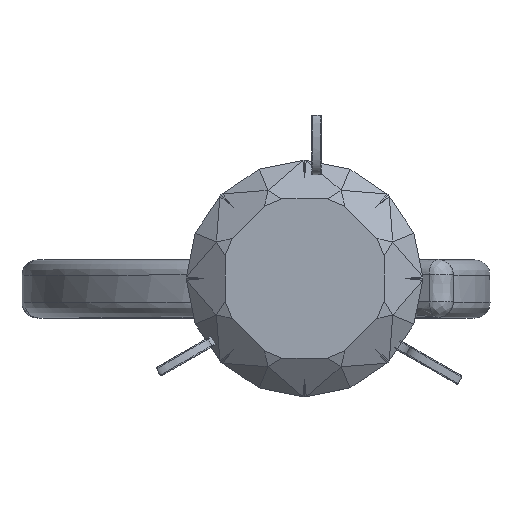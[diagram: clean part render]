
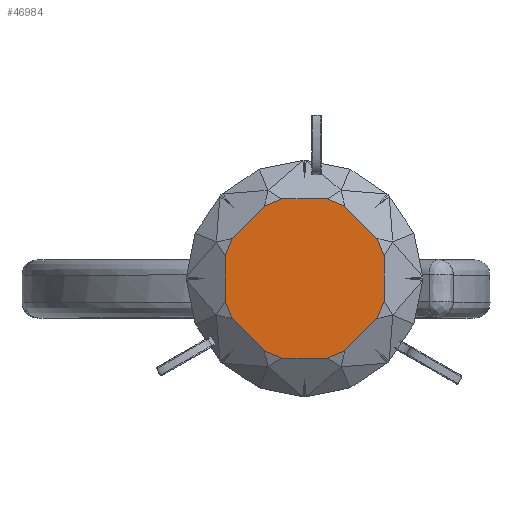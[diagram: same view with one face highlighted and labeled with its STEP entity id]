
A CAD part, top view. The second image highlights one B-rep face of the part: STEP entity #46984.
In plain terms, the highlighted free-form (B-spline) face has degree [1, 1] with [2, 2] control points.
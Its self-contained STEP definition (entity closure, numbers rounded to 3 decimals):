
#46960 = VERTEX_POINT('',#46961);
#46961 = CARTESIAN_POINT('',(-17.426,57.442,
    317.138));
#46969 = VERTEX_POINT('',#46970);
#46970 = CARTESIAN_POINT('',(-22.685,44.746,
    317.138));
#46975 = EDGE_CURVE('',#46969,#46960,#46976,.T.);
#46976 = B_SPLINE_CURVE_WITH_KNOTS('',1,(#46977,#46978),.UNSPECIFIED.,
  .F.,.F.,(2,2),(-4.875,4.875),
  .PIECEWISE_BEZIER_KNOTS.);
#46977 = CARTESIAN_POINT('',(-22.685,44.746,
    317.138));
#46978 = CARTESIAN_POINT('',(-17.426,57.442,
    317.138));
#46984 = ADVANCED_FACE('',(#46985),#47091,.T.);
#46985 = FACE_BOUND('',#46986,.T.);
#46986 = EDGE_LOOP('',(#46987,#46988,#46995,#47002,#47009,#47016,#47023,
    #47030,#47037,#47044,#47051,#47058,#47065,#47072,#47079,#47086));
#46987 = ORIENTED_EDGE('',*,*,#46975,.F.);
#46988 = ORIENTED_EDGE('',*,*,#46989,.T.);
#46989 = EDGE_CURVE('',#46969,#46990,#46992,.T.);
#46990 = VERTEX_POINT('',#46991);
#46991 = CARTESIAN_POINT('',(-22.685,11.635,
    317.138));
#46992 = B_SPLINE_CURVE_WITH_KNOTS('',1,(#46993,#46994),.UNSPECIFIED.,
  .F.,.F.,(2,2),(-11.746,11.745),
  .PIECEWISE_BEZIER_KNOTS.);
#46993 = CARTESIAN_POINT('',(-22.685,44.746,
    317.138));
#46994 = CARTESIAN_POINT('',(-22.685,11.635,
    317.138));
#46995 = ORIENTED_EDGE('',*,*,#46996,.T.);
#46996 = EDGE_CURVE('',#46990,#46997,#46999,.T.);
#46997 = VERTEX_POINT('',#46998);
#46998 = CARTESIAN_POINT('',(-17.426,-1.061,
    317.138));
#46999 = B_SPLINE_CURVE_WITH_KNOTS('',1,(#47000,#47001),.UNSPECIFIED.,
  .F.,.F.,(2,2),(-4.875,4.875),
  .PIECEWISE_BEZIER_KNOTS.);
#47000 = CARTESIAN_POINT('',(-22.685,11.635,
    317.138));
#47001 = CARTESIAN_POINT('',(-17.426,-1.061,
    317.138));
#47002 = ORIENTED_EDGE('',*,*,#47003,.T.);
#47003 = EDGE_CURVE('',#46997,#47004,#47006,.T.);
#47004 = VERTEX_POINT('',#47005);
#47005 = CARTESIAN_POINT('',(5.986,-24.473,
    317.138));
#47006 = B_SPLINE_CURVE_WITH_KNOTS('',1,(#47007,#47008),.UNSPECIFIED.,
  .F.,.F.,(2,2),(-11.746,11.745),
  .PIECEWISE_BEZIER_KNOTS.);
#47007 = CARTESIAN_POINT('',(-17.426,-1.061,
    317.138));
#47008 = CARTESIAN_POINT('',(5.986,-24.473,
    317.138));
#47009 = ORIENTED_EDGE('',*,*,#47010,.F.);
#47010 = EDGE_CURVE('',#47011,#47004,#47013,.T.);
#47011 = VERTEX_POINT('',#47012);
#47012 = CARTESIAN_POINT('',(18.682,-29.733,
    317.138));
#47013 = B_SPLINE_CURVE_WITH_KNOTS('',1,(#47014,#47015),.UNSPECIFIED.,
  .F.,.F.,(2,2),(-4.875,4.875),
  .PIECEWISE_BEZIER_KNOTS.);
#47014 = CARTESIAN_POINT('',(18.682,-29.733,
    317.138));
#47015 = CARTESIAN_POINT('',(5.986,-24.473,
    317.138));
#47016 = ORIENTED_EDGE('',*,*,#47017,.T.);
#47017 = EDGE_CURVE('',#47011,#47018,#47020,.T.);
#47018 = VERTEX_POINT('',#47019);
#47019 = CARTESIAN_POINT('',(51.792,-29.733,
    317.138));
#47020 = B_SPLINE_CURVE_WITH_KNOTS('',1,(#47021,#47022),.UNSPECIFIED.,
  .F.,.F.,(2,2),(-11.746,11.745),
  .PIECEWISE_BEZIER_KNOTS.);
#47021 = CARTESIAN_POINT('',(18.682,-29.733,
    317.138));
#47022 = CARTESIAN_POINT('',(51.792,-29.733,
    317.138));
#47023 = ORIENTED_EDGE('',*,*,#47024,.F.);
#47024 = EDGE_CURVE('',#47025,#47018,#47027,.T.);
#47025 = VERTEX_POINT('',#47026);
#47026 = CARTESIAN_POINT('',(64.489,-24.474,
    317.138));
#47027 = B_SPLINE_CURVE_WITH_KNOTS('',1,(#47028,#47029),.UNSPECIFIED.,
  .F.,.F.,(2,2),(-4.875,4.875),
  .PIECEWISE_BEZIER_KNOTS.);
#47028 = CARTESIAN_POINT('',(64.489,-24.474,
    317.138));
#47029 = CARTESIAN_POINT('',(51.792,-29.733,
    317.138));
#47030 = ORIENTED_EDGE('',*,*,#47031,.T.);
#47031 = EDGE_CURVE('',#47025,#47032,#47034,.T.);
#47032 = VERTEX_POINT('',#47033);
#47033 = CARTESIAN_POINT('',(87.901,-1.061,
    317.138));
#47034 = B_SPLINE_CURVE_WITH_KNOTS('',1,(#47035,#47036),.UNSPECIFIED.,
  .F.,.F.,(2,2),(-11.746,11.745),
  .PIECEWISE_BEZIER_KNOTS.);
#47035 = CARTESIAN_POINT('',(64.489,-24.474,
    317.138));
#47036 = CARTESIAN_POINT('',(87.901,-1.061,
    317.138));
#47037 = ORIENTED_EDGE('',*,*,#47038,.F.);
#47038 = EDGE_CURVE('',#47039,#47032,#47041,.T.);
#47039 = VERTEX_POINT('',#47040);
#47040 = CARTESIAN_POINT('',(93.16,11.634,
    317.138));
#47041 = B_SPLINE_CURVE_WITH_KNOTS('',1,(#47042,#47043),.UNSPECIFIED.,
  .F.,.F.,(2,2),(-4.875,4.875),
  .PIECEWISE_BEZIER_KNOTS.);
#47042 = CARTESIAN_POINT('',(93.16,11.634,
    317.138));
#47043 = CARTESIAN_POINT('',(87.901,-1.061,
    317.138));
#47044 = ORIENTED_EDGE('',*,*,#47045,.T.);
#47045 = EDGE_CURVE('',#47039,#47046,#47048,.T.);
#47046 = VERTEX_POINT('',#47047);
#47047 = CARTESIAN_POINT('',(93.16,44.745,
    317.138));
#47048 = B_SPLINE_CURVE_WITH_KNOTS('',1,(#47049,#47050),.UNSPECIFIED.,
  .F.,.F.,(2,2),(-11.746,11.745),
  .PIECEWISE_BEZIER_KNOTS.);
#47049 = CARTESIAN_POINT('',(93.16,11.634,
    317.138));
#47050 = CARTESIAN_POINT('',(93.16,44.745,
    317.138));
#47051 = ORIENTED_EDGE('',*,*,#47052,.F.);
#47052 = EDGE_CURVE('',#47053,#47046,#47055,.T.);
#47053 = VERTEX_POINT('',#47054);
#47054 = CARTESIAN_POINT('',(87.902,57.441,
    317.138));
#47055 = B_SPLINE_CURVE_WITH_KNOTS('',1,(#47056,#47057),.UNSPECIFIED.,
  .F.,.F.,(2,2),(-4.875,4.875),
  .PIECEWISE_BEZIER_KNOTS.);
#47056 = CARTESIAN_POINT('',(87.902,57.441,
    317.138));
#47057 = CARTESIAN_POINT('',(93.16,44.745,
    317.138));
#47058 = ORIENTED_EDGE('',*,*,#47059,.T.);
#47059 = EDGE_CURVE('',#47053,#47060,#47062,.T.);
#47060 = VERTEX_POINT('',#47061);
#47061 = CARTESIAN_POINT('',(64.489,80.854,
    317.138));
#47062 = B_SPLINE_CURVE_WITH_KNOTS('',1,(#47063,#47064),.UNSPECIFIED.,
  .F.,.F.,(2,2),(-11.746,11.745),
  .PIECEWISE_BEZIER_KNOTS.);
#47063 = CARTESIAN_POINT('',(87.902,57.441,
    317.138));
#47064 = CARTESIAN_POINT('',(64.489,80.854,
    317.138));
#47065 = ORIENTED_EDGE('',*,*,#47066,.F.);
#47066 = EDGE_CURVE('',#47067,#47060,#47069,.T.);
#47067 = VERTEX_POINT('',#47068);
#47068 = CARTESIAN_POINT('',(51.793,86.113,
    317.138));
#47069 = B_SPLINE_CURVE_WITH_KNOTS('',1,(#47070,#47071),.UNSPECIFIED.,
  .F.,.F.,(2,2),(-4.875,4.875),
  .PIECEWISE_BEZIER_KNOTS.);
#47070 = CARTESIAN_POINT('',(51.793,86.113,
    317.138));
#47071 = CARTESIAN_POINT('',(64.489,80.854,
    317.138));
#47072 = ORIENTED_EDGE('',*,*,#47073,.T.);
#47073 = EDGE_CURVE('',#47067,#47074,#47076,.T.);
#47074 = VERTEX_POINT('',#47075);
#47075 = CARTESIAN_POINT('',(18.683,86.113,
    317.138));
#47076 = B_SPLINE_CURVE_WITH_KNOTS('',1,(#47077,#47078),.UNSPECIFIED.,
  .F.,.F.,(2,2),(-11.746,11.745),
  .PIECEWISE_BEZIER_KNOTS.);
#47077 = CARTESIAN_POINT('',(51.793,86.113,
    317.138));
#47078 = CARTESIAN_POINT('',(18.683,86.113,
    317.138));
#47079 = ORIENTED_EDGE('',*,*,#47080,.F.);
#47080 = EDGE_CURVE('',#47081,#47074,#47083,.T.);
#47081 = VERTEX_POINT('',#47082);
#47082 = CARTESIAN_POINT('',(5.987,80.854,
    317.138));
#47083 = B_SPLINE_CURVE_WITH_KNOTS('',1,(#47084,#47085),.UNSPECIFIED.,
  .F.,.F.,(2,2),(-4.875,4.875),
  .PIECEWISE_BEZIER_KNOTS.);
#47084 = CARTESIAN_POINT('',(5.987,80.854,
    317.138));
#47085 = CARTESIAN_POINT('',(18.683,86.113,
    317.138));
#47086 = ORIENTED_EDGE('',*,*,#47087,.T.);
#47087 = EDGE_CURVE('',#47081,#46960,#47088,.T.);
#47088 = B_SPLINE_CURVE_WITH_KNOTS('',1,(#47089,#47090),.UNSPECIFIED.,
  .F.,.F.,(2,2),(-11.746,11.745),
  .PIECEWISE_BEZIER_KNOTS.);
#47089 = CARTESIAN_POINT('',(5.987,80.854,
    317.138));
#47090 = CARTESIAN_POINT('',(-17.426,57.442,
    317.138));
#47091 = B_SPLINE_SURFACE_WITH_KNOTS('',1,1,(
    (#47092,#47093)
    ,(#47094,#47095
    )),.UNSPECIFIED.,.F.,.F.,.F.,(2,2),(2,2),(-41.094,
    41.094),(-41.094,41.094),
  .PIECEWISE_BEZIER_KNOTS.);
#47092 = CARTESIAN_POINT('',(-22.685,-29.733,
    317.138));
#47093 = CARTESIAN_POINT('',(-22.685,86.113,
    317.138));
#47094 = CARTESIAN_POINT('',(93.16,-29.733,
    317.138));
#47095 = CARTESIAN_POINT('',(93.16,86.113,
    317.138));
